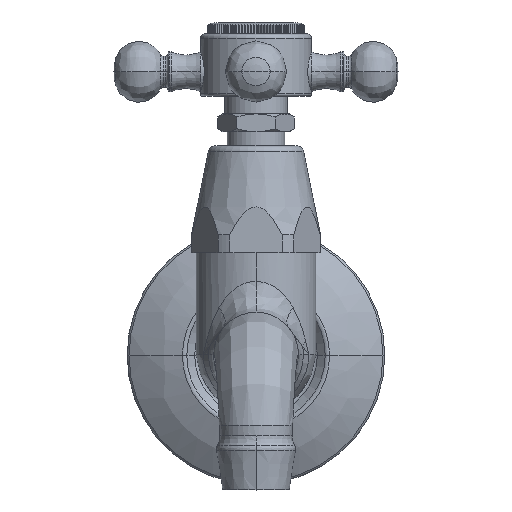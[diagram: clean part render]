
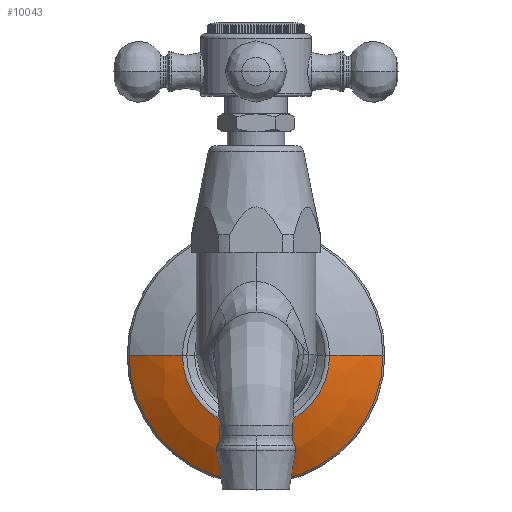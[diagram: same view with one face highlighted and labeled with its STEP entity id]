
A CAD part, top view. The second image highlights one B-rep face of the part: STEP entity #10043.
In plain terms, the highlighted free-form (B-spline) face has degree [3, 3] with [7, 4] control points.
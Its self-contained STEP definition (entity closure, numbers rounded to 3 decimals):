
#332=CARTESIAN_POINT('',(0.,0.,-55.663));
#333=DIRECTION('',(0.,0.,1.));
#334=DIRECTION('',(-1.,0.,0.));
#335=AXIS2_PLACEMENT_3D('',#332,#333,#334);
#337=CARTESIAN_POINT('',(5.343,0.,-94.054));
#338=DIRECTION('',(0.,-1.,0.));
#339=DIRECTION('',(0.581,0.,0.814));
#340=AXIS2_PLACEMENT_3D('',#337,#338,#339);
#342=CARTESIAN_POINT('',(0.,0.,-61.497));
#343=DIRECTION('',(0.,0.,1.));
#344=DIRECTION('',(-1.,0.,0.));
#345=AXIS2_PLACEMENT_3D('',#342,#343,#344);
#347=CARTESIAN_POINT('',(-5.343,0.,-94.054));
#348=DIRECTION('',(0.,1.,0.));
#349=DIRECTION('',(-0.581,0.,0.814));
#350=AXIS2_PLACEMENT_3D('',#347,#348,#349);
#9063=CARTESIAN_POINT('',(-28.581,0.,-61.497));
#9064=CARTESIAN_POINT('',(28.581,0.,-61.497));
#9065=VERTEX_POINT('',#9063);
#9066=VERTEX_POINT('',#9064);
#9083=CARTESIAN_POINT('',(16.572,0.,-55.663));
#9084=CARTESIAN_POINT('',(-16.572,0.,-55.663));
#9085=VERTEX_POINT('',#9083);
#9086=VERTEX_POINT('',#9084);
#10007=CARTESIAN_POINT('',(16.282,1.024,
-55.588));
#10008=CARTESIAN_POINT('',(20.768,1.307,
-56.87));
#10009=CARTESIAN_POINT('',(24.964,1.571,
-58.913));
#10010=CARTESIAN_POINT('',(28.742,1.808,
-61.653));
#10011=CARTESIAN_POINT('',(16.913,-8.996,
-55.588));
#10012=CARTESIAN_POINT('',(21.572,-11.474,
-56.87));
#10013=CARTESIAN_POINT('',(25.93,-13.792,
-58.913));
#10014=CARTESIAN_POINT('',(29.855,-15.879,
-61.653));
#10015=CARTESIAN_POINT('',(10.04,-16.315,
-55.588));
#10016=CARTESIAN_POINT('',(12.806,-20.809,
-56.87));
#10017=CARTESIAN_POINT('',(15.393,-25.013,
-58.913));
#10018=CARTESIAN_POINT('',(17.723,-28.799,
-61.653));
#10019=CARTESIAN_POINT('',(0.,-16.315,-55.588));
#10020=CARTESIAN_POINT('',(0.,-20.809,
-56.87));
#10021=CARTESIAN_POINT('',(0.,-25.013,-58.913));
#10022=CARTESIAN_POINT('',(0.,-28.799,
-61.653));
#10023=CARTESIAN_POINT('',(-10.04,-16.315,
-55.588));
#10024=CARTESIAN_POINT('',(-12.806,-20.809,
-56.87));
#10025=CARTESIAN_POINT('',(-15.393,-25.013,
-58.913));
#10026=CARTESIAN_POINT('',(-17.723,-28.799,
-61.653));
#10027=CARTESIAN_POINT('',(-16.913,-8.996,
-55.588));
#10028=CARTESIAN_POINT('',(-21.572,-11.474,
-56.87));
#10029=CARTESIAN_POINT('',(-25.93,-13.792,
-58.913));
#10030=CARTESIAN_POINT('',(-29.855,-15.879,
-61.653));
#10031=CARTESIAN_POINT('',(-16.282,1.024,
-55.588));
#10032=CARTESIAN_POINT('',(-20.768,1.307,
-56.87));
#10033=CARTESIAN_POINT('',(-24.964,1.571,
-58.913));
#10034=CARTESIAN_POINT('',(-28.742,1.808,
-61.653));
#10035=(BOUNDED_SURFACE()B_SPLINE_SURFACE(3,3,((#10007,#10008,#10009,#10010),(
#10011,#10012,#10013,#10014),(#10015,#10016,#10017,#10018),(#10019,#10020,
#10021,#10022),(#10023,#10024,#10025,#10026),(#10027,#10028,#10029,#10030),(
#10031,#10032,#10033,#10034)),.UNSPECIFIED.,.F.,.F.,.F.)B_SPLINE_SURFACE_WITH_KNOTS((4,3,4),(4,4),(0.,1.,2.),(0.,1.),.UNSPECIFIED.)GEOMETRIC_REPRESENTATION_ITEM()RATIONAL_B_SPLINE_SURFACE(((1.196,1.184,
1.184,1.196),(0.945,0.935,
0.935,0.945),(0.945,0.935,
0.935,0.945),(1.196,1.184,
1.184,1.196),(0.945,0.935,
0.935,0.945),(0.945,0.935,
0.935,0.945),(1.196,1.184,
1.184,1.196)))REPRESENTATION_ITEM('')SURFACE());
#10036=ORIENTED_EDGE('',*,*,#9907,.T.);
#10037=ORIENTED_EDGE('',*,*,#9995,.F.);
#10039=ORIENTED_EDGE('',*,*,#10038,.F.);
#10040=ORIENTED_EDGE('',*,*,#9991,.T.);
#10041=EDGE_LOOP('',(#10036,#10037,#10039,#10040));
#10042=FACE_OUTER_BOUND('',#10041,.F.);
#10043=ADVANCED_FACE('',(#10042),#10035,.T.);
#336=CIRCLE('',#335,16.572);
#341=CIRCLE('',#340,40.);
#346=CIRCLE('',#345,28.581);
#351=CIRCLE('',#350,40.);
#9907=EDGE_CURVE('',#9086,#9085,#336,.T.);
#9991=EDGE_CURVE('',#9065,#9086,#351,.T.);
#9995=EDGE_CURVE('',#9066,#9085,#341,.T.);
#10038=EDGE_CURVE('',#9065,#9066,#346,.T.);
